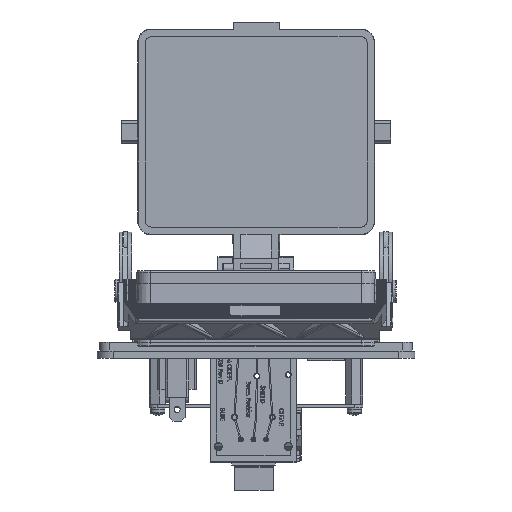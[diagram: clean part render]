
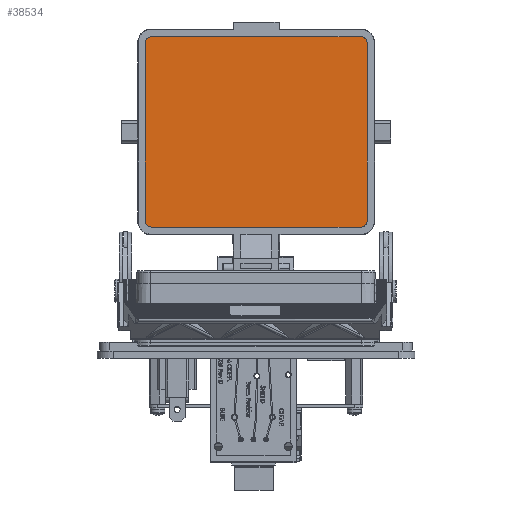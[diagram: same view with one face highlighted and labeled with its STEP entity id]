
A CAD part, front view. The second image highlights one B-rep face of the part: STEP entity #38534.
In plain terms, the highlighted planar face has unit normal (0, -1, 0).
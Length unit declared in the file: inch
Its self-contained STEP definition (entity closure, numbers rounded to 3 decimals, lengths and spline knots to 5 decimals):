
#2308 = EDGE_CURVE ( 'NONE', #137186, #126214, #142235, .T. ) ;
#10552 = DIRECTION ( 'NONE',  ( 0., -1., 0. ) ) ;
#15375 = ORIENTED_EDGE ( 'NONE', *, *, #2308, .T. ) ;
#26928 = CARTESIAN_POINT ( 'NONE',  ( 1.63997, 2.4916, 4.96839 ) ) ;
#27163 = ORIENTED_EDGE ( 'NONE', *, *, #75950, .T. ) ;
#28853 = ORIENTED_EDGE ( 'NONE', *, *, #122654, .F. ) ;
#33875 = DIRECTION ( 'NONE',  ( 1., 0., 0. ) ) ;
#34943 = CARTESIAN_POINT ( 'NONE',  ( 1.63997, 2.4916, 2.09139 ) ) ;
#36981 = CARTESIAN_POINT ( 'NONE',  ( -1.63203, 2.4916, 4.96839 ) ) ;
#38534 = ADVANCED_FACE ( 'NONE', ( #134830 ), #58280, .T. ) ;
#38581 = LINE ( 'NONE', #66682, #118560 ) ;
#58280 = PLANE ( 'NONE',  #182756 ) ;
#66682 = CARTESIAN_POINT ( 'NONE',  ( 0.00397, 2.4916, 4.96839 ) ) ;
#67539 = VERTEX_POINT ( 'NONE', #191459 ) ;
#68618 = DIRECTION ( 'NONE',  ( 0., -1., 0. ) ) ;
#71356 = EDGE_CURVE ( 'NONE', #115410, #67539, #146348, .T. ) ;
#75950 = EDGE_CURVE ( 'NONE', #183202, #179815, #168318, .T. ) ;
#81891 = CARTESIAN_POINT ( 'NONE',  ( -1.63203, 2.4916, 1.99839 ) ) ;
#87344 = EDGE_CURVE ( 'NONE', #179815, #115410, #161668, .T. ) ;
#87976 = CARTESIAN_POINT ( 'NONE',  ( 1.73297, 2.4916, 4.87539 ) ) ;
#91564 = CARTESIAN_POINT ( 'NONE',  ( -1.72503, 2.4916, 4.87539 ) ) ;
#92816 = VECTOR ( 'NONE', #101744, 39.37008 ) ;
#95125 = ORIENTED_EDGE ( 'NONE', *, *, #129714, .F. ) ;
#101744 = DIRECTION ( 'NONE',  ( 0., 0., -1. ) ) ;
#102031 = DIRECTION ( 'NONE',  ( 0., -1., 0. ) ) ;
#102198 = DIRECTION ( 'NONE',  ( 1., 0., 0. ) ) ;
#107122 = CARTESIAN_POINT ( 'NONE',  ( 1.63997, 2.4916, 4.87539 ) ) ;
#115410 = VERTEX_POINT ( 'NONE', #212271 ) ;
#118558 = CARTESIAN_POINT ( 'NONE',  ( -1.72503, 2.4916, -1.05466 ) ) ;
#118560 = VECTOR ( 'NONE', #33875, 39.37008 ) ;
#121449 = CARTESIAN_POINT ( 'NONE',  ( -1.63203, 2.4916, 4.87539 ) ) ;
#122654 = EDGE_CURVE ( 'NONE', #162659, #186575, #191367, .T. ) ;
#126214 = VERTEX_POINT ( 'NONE', #91564 ) ;
#129085 = AXIS2_PLACEMENT_3D ( 'NONE', #107122, #141478, #208654 ) ;
#129714 = EDGE_CURVE ( 'NONE', #186575, #67539, #143566, .T. ) ;
#134830 = FACE_OUTER_BOUND ( 'NONE', #212241, .T. ) ;
#137186 = VERTEX_POINT ( 'NONE', #36981 ) ;
#137506 = EDGE_CURVE ( 'NONE', #137186, #162659, #38581, .T. ) ;
#138669 = DIRECTION ( 'NONE',  ( 0., -1., 0. ) ) ;
#141478 = DIRECTION ( 'NONE',  ( 0., 1., 0. ) ) ;
#142235 = CIRCLE ( 'NONE', #166542, 0.093 ) ;
#143566 = LINE ( 'NONE', #153304, #92816 ) ;
#146348 = CIRCLE ( 'NONE', #186133, 0.093 ) ;
#148105 = ORIENTED_EDGE ( 'NONE', *, *, #71356, .T. ) ;
#153304 = CARTESIAN_POINT ( 'NONE',  ( 1.73297, 2.4916, -1.05466 ) ) ;
#154338 = DIRECTION ( 'NONE',  ( 1., 0., 0. ) ) ;
#155755 = AXIS2_PLACEMENT_3D ( 'NONE', #203061, #68618, #102198 ) ;
#155851 = ORIENTED_EDGE ( 'NONE', *, *, #87344, .T. ) ;
#158061 = DIRECTION ( 'NONE',  ( 1., 0., 0. ) ) ;
#161668 = LINE ( 'NONE', #166803, #201779 ) ;
#162659 = VERTEX_POINT ( 'NONE', #26928 ) ;
#164116 = DIRECTION ( 'NONE',  ( 1., 0., 0. ) ) ;
#164855 = CARTESIAN_POINT ( 'NONE',  ( 0.00397, 2.4916, -1.05466 ) ) ;
#166542 = AXIS2_PLACEMENT_3D ( 'NONE', #121449, #138669, #158061 ) ;
#166803 = CARTESIAN_POINT ( 'NONE',  ( 0.00397, 2.4916, 1.99839 ) ) ;
#168318 = CIRCLE ( 'NONE', #155755, 0.093 ) ;
#177750 = LINE ( 'NONE', #118558, #185796 ) ;
#179815 = VERTEX_POINT ( 'NONE', #81891 ) ;
#182756 = AXIS2_PLACEMENT_3D ( 'NONE', #164855, #10552, #164116 ) ;
#183202 = VERTEX_POINT ( 'NONE', #187827 ) ;
#185127 = DIRECTION ( 'NONE',  ( 0., 0., -1. ) ) ;
#185796 = VECTOR ( 'NONE', #185127, 39.37008 ) ;
#186133 = AXIS2_PLACEMENT_3D ( 'NONE', #34943, #102031, #154338 ) ;
#186575 = VERTEX_POINT ( 'NONE', #87976 ) ;
#187827 = CARTESIAN_POINT ( 'NONE',  ( -1.72503, 2.4916, 2.09139 ) ) ;
#191367 = CIRCLE ( 'NONE', #129085, 0.093 ) ;
#191459 = CARTESIAN_POINT ( 'NONE',  ( 1.73297, 2.4916, 2.09139 ) ) ;
#197192 = ORIENTED_EDGE ( 'NONE', *, *, #209774, .T. ) ;
#201779 = VECTOR ( 'NONE', #202656, 39.37008 ) ;
#202152 = ORIENTED_EDGE ( 'NONE', *, *, #137506, .F. ) ;
#202656 = DIRECTION ( 'NONE',  ( 1., 0., 0. ) ) ;
#203061 = CARTESIAN_POINT ( 'NONE',  ( -1.63203, 2.4916, 2.09139 ) ) ;
#208654 = DIRECTION ( 'NONE',  ( 1., 0., 0. ) ) ;
#209774 = EDGE_CURVE ( 'NONE', #126214, #183202, #177750, .T. ) ;
#212241 = EDGE_LOOP ( 'NONE', ( #197192, #27163, #155851, #148105, #95125, #28853, #202152, #15375 ) ) ;
#212271 = CARTESIAN_POINT ( 'NONE',  ( 1.63997, 2.4916, 1.99839 ) ) ;
